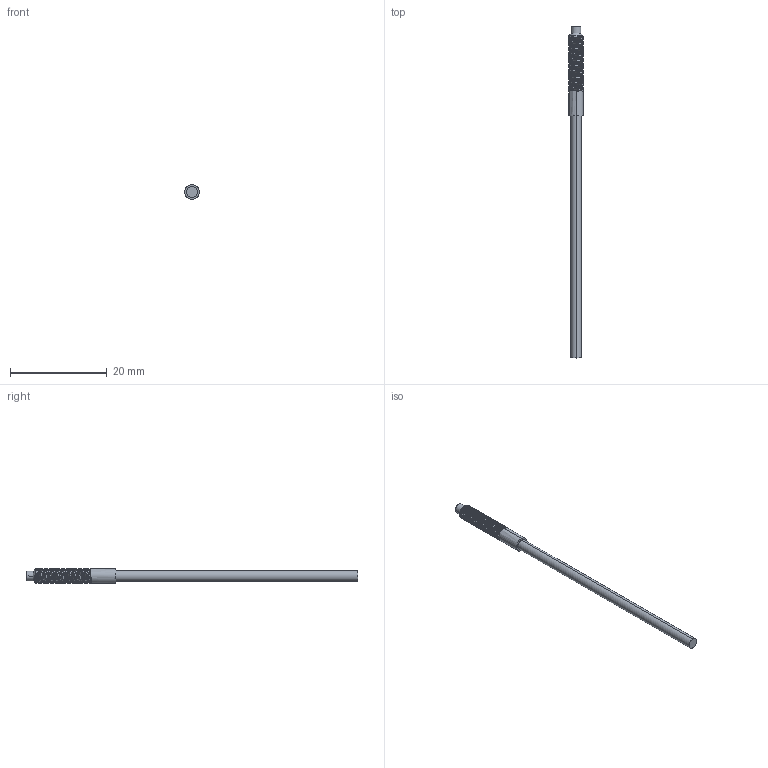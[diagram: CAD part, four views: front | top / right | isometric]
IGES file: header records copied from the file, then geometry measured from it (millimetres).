
Start section:  PTC IGES file: pt-320g.igs
Global section: file name: pt-320g.igs; native system: Pro/ENGINEER by Parametric Technology Corporation; preprocessor: 2010280; author: Administrator; organization: Unknown; date: 20180920.142325; units: millimetre
Bounding box: 3 x 68.5 x 3 mm (x, y, z)
Surface area: 576.9 mm2 (no closed solid volume)
Topology: 0 solids, 0 shells, 75 faces, 382 edges, 382 vertices
Faces by surface type: revolution 57, bspline 18
